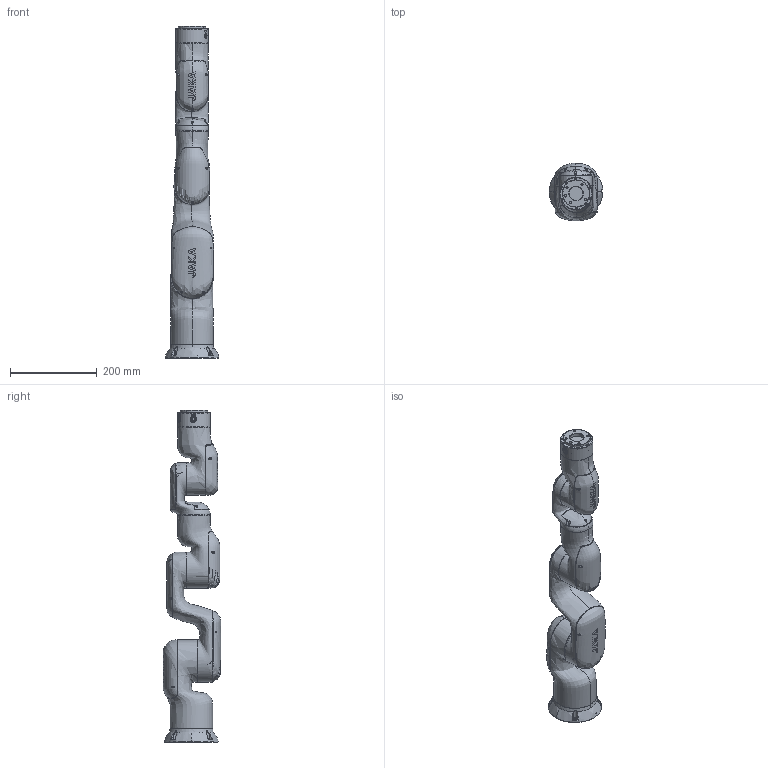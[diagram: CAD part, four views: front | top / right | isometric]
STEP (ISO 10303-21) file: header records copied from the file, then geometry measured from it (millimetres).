
FILE_DESCRIPTION (( 'STEP AP214' ), '1' );
FILE_NAME ('MiniCobo 2023-03-03.STEP', '2023-03-03T06:18:50', ( '' ), ( '' ), 'SwSTEP 2.0', 'SolidWorks 2016', '' );
FILE_SCHEMA (( 'AUTOMOTIVE_DESIGN' ));
Length unit declared in the file: millimetre
Products named in the file (15): MC 03_默认; MC 00_默认; MC 06_默认; MC 04_默认; MC 05_默认; MC 01_默认; MiniCobo 2023-03-03; MC 02_默认
Assembly tree (7 placements, depth 2):
  MC 04_默认
  MC 01_默认
  MC 00_默认
  MC 06_默认
  MiniCobo 2023-03-03
    MC 01_默认
    MC 02_默认
    MC 03_默认
    MC 04_默认
    MC 05_默认
    MC 06_默认
    MC 00_默认
Bounding box: 123.85 x 133.01 x 766.8 mm (x, y, z)
Volume: 4725884.4 mm3; surface area: 357746.8 mm2
Topology: 10 solids, 10 shells, 994 faces, 2506 edges, 1631 vertices
Faces by surface type: plane 454, bspline 261, cylinder 250, cone 18, sphere 6, torus 5
Entity records: 172209 total; most frequent: CARTESIAN_POINT 139361, ORIENTED_EDGE 5000, DIRECTION 3637, EDGE_CURVE 2500, VERTEX_POINT 1630, AXIS2_PLACEMENT_3D 1362, EDGE_LOOP 1106, UNCERTAINTY_MEASURE_WITH_UNIT 1010
